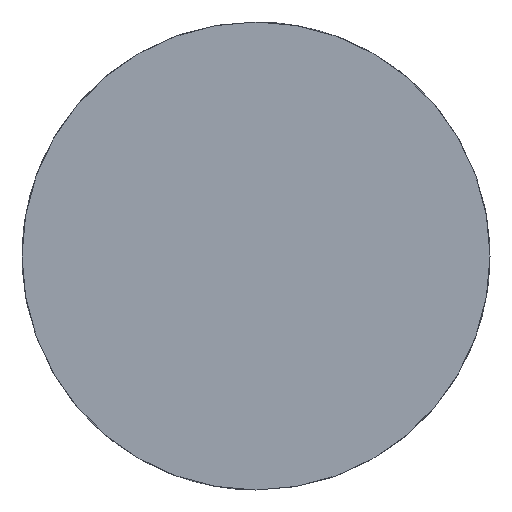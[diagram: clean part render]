
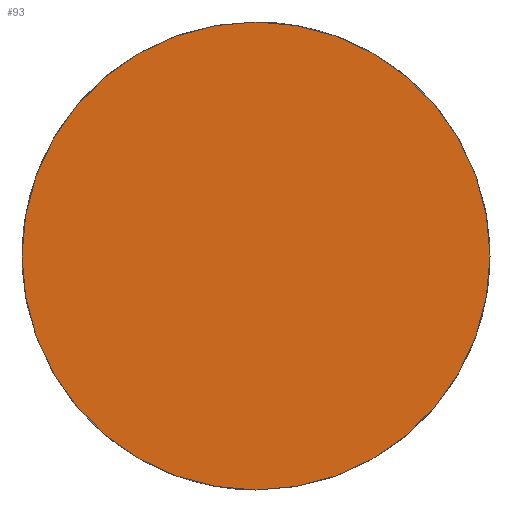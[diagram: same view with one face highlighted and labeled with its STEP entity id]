
A CAD part, left-side view. The second image highlights one B-rep face of the part: STEP entity #93.
In plain terms, the highlighted planar face has unit normal (-1, 0, 0).
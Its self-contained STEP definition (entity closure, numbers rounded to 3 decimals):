
#5 = CARTESIAN_POINT ( 'NONE',  ( 0., 12.5, 0. ) ) ;
#9 = AXIS2_PLACEMENT_3D ( 'NONE', #35, #85, #97 ) ;
#10 = CIRCLE ( 'NONE', #131, 12.5 ) ;
#16 = DIRECTION ( 'NONE',  ( 1., 0., 0. ) ) ;
#17 = DIRECTION ( 'NONE',  ( 0., 0., 1. ) ) ;
#24 = CIRCLE ( 'NONE', #9, 12.5 ) ;
#29 = VERTEX_POINT ( 'NONE', #51 ) ;
#34 = CARTESIAN_POINT ( 'NONE',  ( 0., 12.5, 12.5 ) ) ;
#35 = CARTESIAN_POINT ( 'NONE',  ( 0., 12.5, 0. ) ) ;
#38 = EDGE_LOOP ( 'NONE', ( #48, #68 ) ) ;
#48 = ORIENTED_EDGE ( 'NONE', *, *, #117, .T. ) ;
#49 = VERTEX_POINT ( 'NONE', #34 ) ;
#51 = CARTESIAN_POINT ( 'NONE',  ( 0., 12.5, -12.5 ) ) ;
#53 = PLANE ( 'NONE',  #94 ) ;
#63 = EDGE_CURVE ( 'NONE', #29, #49, #24, .T. ) ;
#68 = ORIENTED_EDGE ( 'NONE', *, *, #63, .T. ) ;
#75 = DIRECTION ( 'NONE',  ( -1., 0., 0. ) ) ;
#84 = FACE_OUTER_BOUND ( 'NONE', #38, .T. ) ;
#85 = DIRECTION ( 'NONE',  ( -1., 0., 0. ) ) ;
#88 = DIRECTION ( 'NONE',  ( 0., 0., -1. ) ) ;
#93 = ADVANCED_FACE ( 'NONE', ( #84 ), #53, .F. ) ;
#94 = AXIS2_PLACEMENT_3D ( 'NONE', #95, #16, #88 ) ;
#95 = CARTESIAN_POINT ( 'NONE',  ( 0., 25., -12.5 ) ) ;
#97 = DIRECTION ( 'NONE',  ( 0., 0., 1. ) ) ;
#117 = EDGE_CURVE ( 'NONE', #49, #29, #10, .T. ) ;
#131 = AXIS2_PLACEMENT_3D ( 'NONE', #5, #75, #17 ) ;
